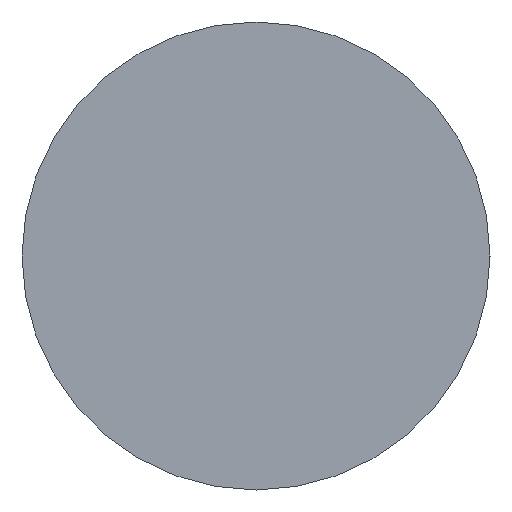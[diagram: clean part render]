
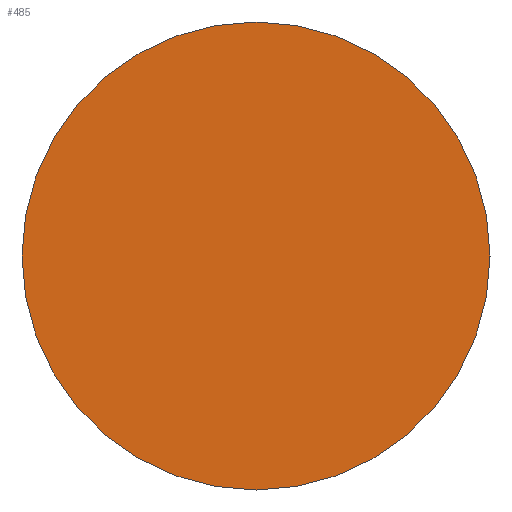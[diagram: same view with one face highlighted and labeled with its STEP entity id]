
A CAD part, front view. The second image highlights one B-rep face of the part: STEP entity #485.
In plain terms, the highlighted planar face has unit normal (0, -1, 0).
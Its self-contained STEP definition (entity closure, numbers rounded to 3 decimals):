
#30=PLANE('',#582);
#80=FACE_OUTER_BOUND('',#106,.T.);
#106=EDGE_LOOP('',(#438,#439));
#184=CIRCLE('',#579,37.);
#185=CIRCLE('',#580,37.);
#238=VERTEX_POINT('',#999);
#239=VERTEX_POINT('',#1000);
#306=EDGE_CURVE('',#238,#239,#184,.T.);
#307=EDGE_CURVE('',#239,#238,#185,.T.);
#438=ORIENTED_EDGE('',*,*,#306,.T.);
#439=ORIENTED_EDGE('',*,*,#307,.T.);
#485=ADVANCED_FACE('',(#80),#30,.T.);
#579=AXIS2_PLACEMENT_3D('',#1001,#739,#740);
#580=AXIS2_PLACEMENT_3D('',#1002,#741,#742);
#582=AXIS2_PLACEMENT_3D('',#1004,#745,#746);
#739=DIRECTION('center_axis',(0.,-1.,0.));
#740=DIRECTION('ref_axis',(-1.,0.,0.));
#741=DIRECTION('center_axis',(0.,-1.,0.));
#742=DIRECTION('ref_axis',(-1.,0.,0.));
#745=DIRECTION('center_axis',(0.,-1.,0.));
#746=DIRECTION('ref_axis',(0.,0.,-1.));
#999=CARTESIAN_POINT('',(-37.,0.,0.));
#1000=CARTESIAN_POINT('',(0.,0.,37.));
#1001=CARTESIAN_POINT('Origin',(0.,0.,0.));
#1002=CARTESIAN_POINT('Origin',(0.,0.,0.));
#1004=CARTESIAN_POINT('Origin',(-18.5,0.,0.));
